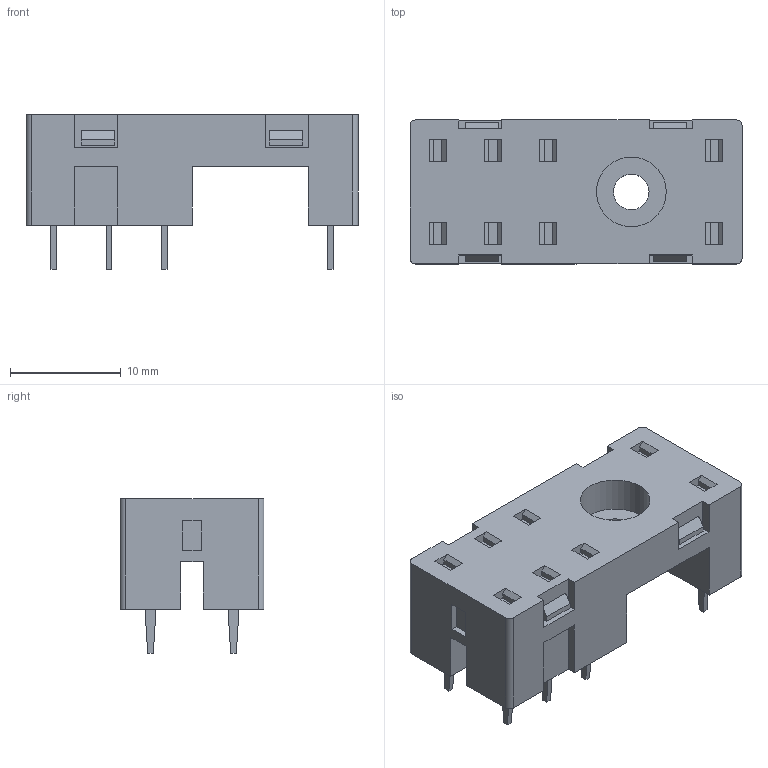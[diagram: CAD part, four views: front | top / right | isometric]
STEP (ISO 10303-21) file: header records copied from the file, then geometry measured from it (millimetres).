
FILE_DESCRIPTION(('STEP AP214'),'1');
FILE_NAME('ZRM5.stp','2016-10-26T08:26:01',(' '),(' '),'Spatial InterOp 3D',' ',' ');
FILE_SCHEMA(('automotive_design'));
Length unit declared in the file: metre
Products named in the file (1): 1
Bounding box: 30 x 13 x 14 mm (x, y, z)
Volume: 2799.2 mm3; surface area: 2047.1 mm2
Topology: 1 solids, 1 shells, 174 faces, 451 edges, 301 vertices
Faces by surface type: plane 168, cylinder 6
Full cylindrical faces by diameter (mm): 3.2 x1, 6.3 x1
Entity records: 6609 total; most frequent: CARTESIAN_POINT 923, ORIENTED_EDGE 896, DIRECTION 810, EDGE_CURVE 448, LINE 436, VECTOR 436, VERTEX_POINT 300, EDGE_LOOP 200
